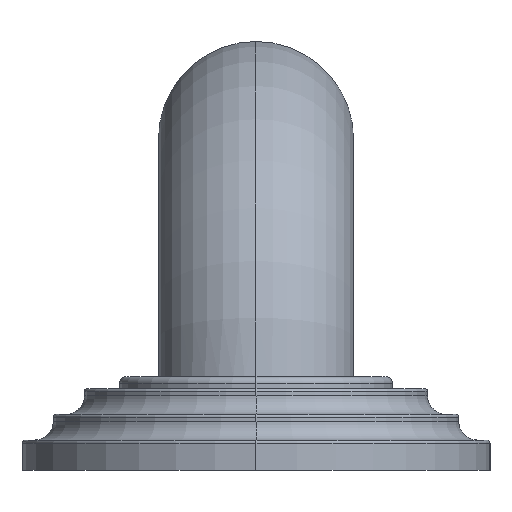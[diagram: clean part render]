
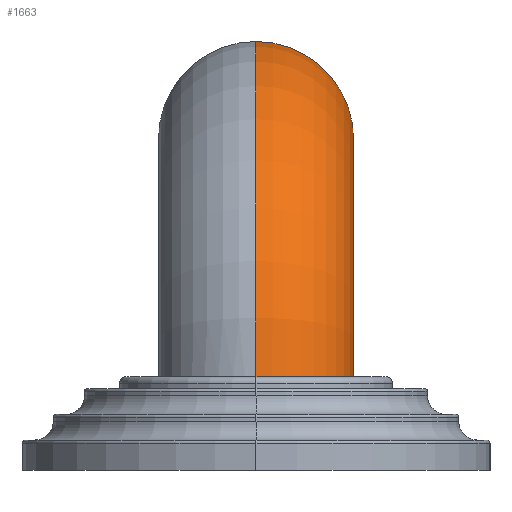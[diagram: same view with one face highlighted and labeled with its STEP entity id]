
A CAD part, left-side view. The second image highlights one B-rep face of the part: STEP entity #1663.
In plain terms, the highlighted toroidal (fillet/blend) face has major radius 41.275 mm and minor radius 15.875 mm.
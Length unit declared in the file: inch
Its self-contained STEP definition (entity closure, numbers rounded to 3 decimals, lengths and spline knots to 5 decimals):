
#634=CARTESIAN_POINT('',(-4.375,0.,2.125));
#635=DIRECTION('',(1.,0.,0.));
#636=DIRECTION('',(0.,0.,1.));
#637=AXIS2_PLACEMENT_3D('',#634,#635,#636);
#649=CARTESIAN_POINT('',(-4.375,0.,0.5));
#650=DIRECTION('',(0.,1.,0.));
#651=DIRECTION('',(-0.999,0.,0.044));
#652=AXIS2_PLACEMENT_3D('',#649,#650,#651);
#673=CARTESIAN_POINT('',(-5.36999,0.,0.6));
#703=CARTESIAN_POINT('',(-6.62278,0.,0.6));
#708=CARTESIAN_POINT('',(-6.62278,0.,0.6));
#709=CARTESIAN_POINT('',(-6.62278,-0.02313,0.6));
#710=CARTESIAN_POINT('',(-6.62023,-0.0691,0.6));
#711=CARTESIAN_POINT('',(-6.60873,-0.13766,0.6));
#712=CARTESIAN_POINT('',(-6.58973,-0.20439,0.6));
#713=CARTESIAN_POINT('',(-6.56349,-0.26856,0.6));
#714=CARTESIAN_POINT('',(-6.53036,-0.32938,0.6));
#715=CARTESIAN_POINT('',(-6.4903,-0.38671,0.6));
#716=CARTESIAN_POINT('',(-6.44394,-0.43935,0.6));
#717=CARTESIAN_POINT('',(-6.39211,-0.48638,0.6));
#718=CARTESIAN_POINT('',(-6.33495,-0.52764,0.6));
#719=CARTESIAN_POINT('',(-6.27242,-0.56276,0.6));
#720=CARTESIAN_POINT('',(-6.20609,-0.59053,0.6));
#721=CARTESIAN_POINT('',(-6.1376,-0.61039,0.6));
#722=CARTESIAN_POINT('',(-6.0677,-0.62234,0.6));
#723=CARTESIAN_POINT('',(-5.99688,-0.62633,0.6));
#724=CARTESIAN_POINT('',(-5.92607,-0.62233,0.6));
#725=CARTESIAN_POINT('',(-5.85608,-0.61037,0.6));
#726=CARTESIAN_POINT('',(-5.78747,-0.59047,0.6));
#727=CARTESIAN_POINT('',(-5.721,-0.56264,0.6));
#728=CARTESIAN_POINT('',(-5.65836,-0.52748,0.6));
#729=CARTESIAN_POINT('',(-5.60111,-0.48618,0.6));
#730=CARTESIAN_POINT('',(-5.54914,-0.43909,0.6));
#731=CARTESIAN_POINT('',(-5.50266,-0.38639,0.6));
#732=CARTESIAN_POINT('',(-5.46253,-0.32904,0.6));
#733=CARTESIAN_POINT('',(-5.42936,-0.26825,0.6));
#734=CARTESIAN_POINT('',(-5.40308,-0.20415,0.6));
#735=CARTESIAN_POINT('',(-5.38406,-0.13752,0.6));
#736=CARTESIAN_POINT('',(-5.37255,-0.06907,0.6));
#737=CARTESIAN_POINT('',(-5.36999,-0.02312,0.6));
#738=CARTESIAN_POINT('',(-5.36999,0.,0.6));
#1103=CARTESIAN_POINT('',(-4.375,0.,0.5));
#1104=DIRECTION('',(0.,1.,0.));
#1105=DIRECTION('',(-0.995,0.,0.1));
#1106=AXIS2_PLACEMENT_3D('',#1103,#1104,#1105);
#1238=CARTESIAN_POINT('',(-4.375,0.,1.5));
#1239=CARTESIAN_POINT('',(-4.375,0.,2.75));
#1240=VERTEX_POINT('',#1238);
#1241=VERTEX_POINT('',#1239);
#1248=VERTEX_POINT('',#673);
#1249=VERTEX_POINT('',#703);
#1649=CARTESIAN_POINT('',(-4.375,0.,0.5));
#1650=DIRECTION('',(0.,1.,0.));
#1651=DIRECTION('',(1.,0.,0.));
#1652=AXIS2_PLACEMENT_3D('',#1649,#1650,#1651);
#1653=TOROIDAL_SURFACE('',#1652,1.625,0.625);
#1655=ORIENTED_EDGE('',*,*,#1654,.F.);
#1657=ORIENTED_EDGE('',*,*,#1656,.T.);
#1658=ORIENTED_EDGE('',*,*,#1639,.T.);
#1660=ORIENTED_EDGE('',*,*,#1659,.F.);
#1661=EDGE_LOOP('',(#1655,#1657,#1658,#1660));
#1662=FACE_OUTER_BOUND('',#1661,.F.);
#638=CIRCLE('',#637,0.625);
#653=CIRCLE('',#652,2.25);
#739=B_SPLINE_CURVE_WITH_KNOTS('',3,(#708,#709,#710,#711,#712,#713,#714,#715,
#716,#717,#718,#719,#720,#721,#722,#723,#724,#725,#726,#727,#728,#729,#730,#731,
#732,#733,#734,#735,#736,#737,#738),.UNSPECIFIED.,.F.,.F.,(4,1,1,1,1,1,1,1,1,1,
1,1,1,1,1,1,1,1,1,1,1,1,1,1,1,1,1,1,4),(0.,0.03571,
0.07143,0.10714,0.14286,0.17857,
0.21429,0.25,0.28571,0.32143,0.35714,
0.39286,0.42857,0.46429,0.5,0.53571,
0.57143,0.60714,0.64286,0.67857,
0.71429,0.75,0.78571,0.82143,0.85714,
0.89286,0.92857,0.96429,1.),.UNSPECIFIED.);
#1107=CIRCLE('',#1106,1.);
#1639=EDGE_CURVE('',#1241,#1240,#638,.T.);
#1654=EDGE_CURVE('',#1249,#1248,#739,.T.);
#1656=EDGE_CURVE('',#1249,#1241,#653,.T.);
#1659=EDGE_CURVE('',#1248,#1240,#1107,.T.);
#1663=ADVANCED_FACE('',(#1662),#1653,.T.);
